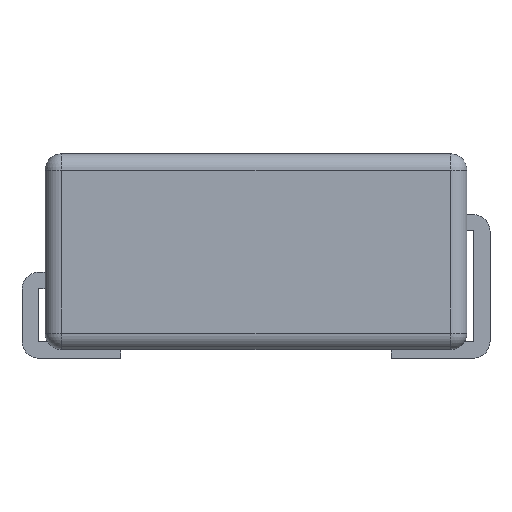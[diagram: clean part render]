
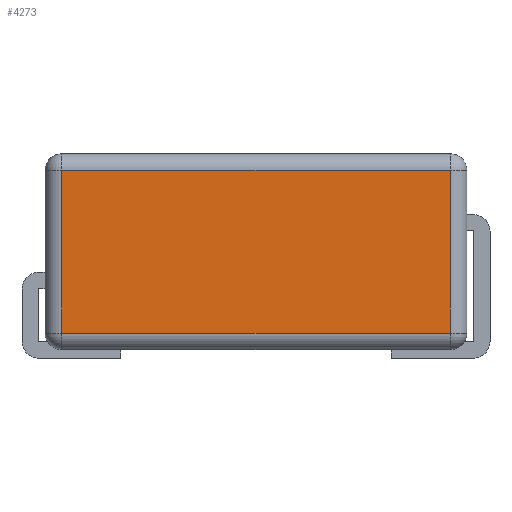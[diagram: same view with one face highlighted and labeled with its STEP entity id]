
A CAD part, front view. The second image highlights one B-rep face of the part: STEP entity #4273.
In plain terms, the highlighted planar face has unit normal (0, -1, 0).
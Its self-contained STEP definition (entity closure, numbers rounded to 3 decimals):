
#179=LINE('',#5562,#506);
#182=LINE('',#5576,#509);
#186=LINE('',#5592,#513);
#194=LINE('',#5607,#521);
#506=VECTOR('',#4766,1000.);
#509=VECTOR('',#4783,1000.);
#513=VECTOR('',#4801,1000.);
#521=VECTOR('',#4815,1000.);
#899=ORIENTED_EDGE('',*,*,#1776,.T.);
#900=ORIENTED_EDGE('',*,*,#1800,.F.);
#901=ORIENTED_EDGE('',*,*,#1791,.F.);
#902=ORIENTED_EDGE('',*,*,#1783,.T.);
#1776=EDGE_CURVE('',#2229,#2228,#179,.T.);
#1783=EDGE_CURVE('',#2233,#2229,#182,.T.);
#1791=EDGE_CURVE('',#2233,#2238,#186,.T.);
#1800=EDGE_CURVE('',#2238,#2228,#194,.T.);
#2228=VERTEX_POINT('',#5561);
#2229=VERTEX_POINT('',#5563);
#2233=VERTEX_POINT('',#5577);
#2238=VERTEX_POINT('',#5593);
#2579=EDGE_LOOP('',(#899,#900,#901,#902));
#2767=FACE_BOUND('',#2579,.T.);
#2934=PLANE('',#4485);
#4273=ADVANCED_FACE('',(#2767),#2934,.T.);
#4485=AXIS2_PLACEMENT_3D('',#5606,#4813,#4814);
#4766=DIRECTION('',(0.,0.,1.));
#4783=DIRECTION('',(1.,0.,0.));
#4801=DIRECTION('',(0.,0.,1.));
#4813=DIRECTION('',(0.,-1.,0.));
#4814=DIRECTION('',(1.,0.,0.));
#4815=DIRECTION('',(1.,0.,0.));
#5561=CARTESIAN_POINT('',(5.9,-6.4,3.94));
#5562=CARTESIAN_POINT('',(5.9,-6.4,-1.5));
#5563=CARTESIAN_POINT('',(5.9,-6.4,-1.));
#5576=CARTESIAN_POINT('',(6.4,-6.4,-1.));
#5577=CARTESIAN_POINT('',(-5.9,-6.4,-1.));
#5592=CARTESIAN_POINT('',(-5.9,-6.4,-1.5));
#5593=CARTESIAN_POINT('',(-5.9,-6.4,3.94));
#5606=CARTESIAN_POINT('',(-6.4,-6.4,-1.5));
#5607=CARTESIAN_POINT('',(-6.4,-6.4,3.94));
